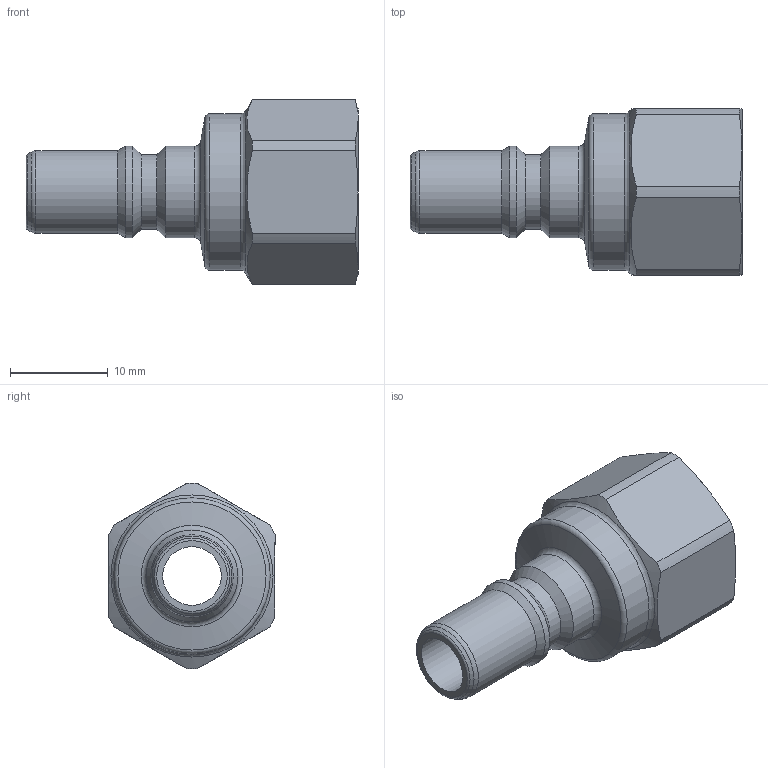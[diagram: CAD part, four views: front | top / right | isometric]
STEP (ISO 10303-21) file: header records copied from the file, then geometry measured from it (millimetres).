
FILE_DESCRIPTION(/* description */ ('STECKNIPPEL'),/* implementation_level */ '2;1');
FILE_NAME(/* name */ 'ESFM 14 NI.stp',/* time_stamp */ '2024-11-06T10:18:05+01:00',/* author */ (''),/* organization */ (''),/* preprocessor_version */ 'ST-DEVELOPER v18.1',/* originating_system */ 'Autodesk Inventor 2022',/* authorisation */ '');
FILE_SCHEMA (('AUTOMOTIVE_DESIGN { 1 0 10303 214 3 1 1 }'));
Length unit declared in the file: millimetre
Products named in the file (2): ESFM 14 NI; ESFM 14 NI-U
Assembly tree (1 placements, depth 2):
  ESFM 14 NI
    ESFM 14 NI-U
Bounding box: 34 x 17 x 19 mm (x, y, z)
Volume: 2867.4 mm3; surface area: 2605.9 mm2
Topology: 1 solids, 1 shells, 44 faces, 100 edges, 59 vertices
Faces by surface type: cone 15, cylinder 14, plane 9, torus 6
Full cylindrical faces by diameter (mm): 6 x1, 7.6 x1, 8.45 x1, 9.4 x2, 11.445 x1, 13.3 x1, 16 x1
Entity records: 1350 total; most frequent: CARTESIAN_POINT 242, DIRECTION 229, ORIENTED_EDGE 200, EDGE_CURVE 100, AXIS2_PLACEMENT_3D 100, VERTEX_POINT 59, CIRCLE 53, EDGE_LOOP 47
